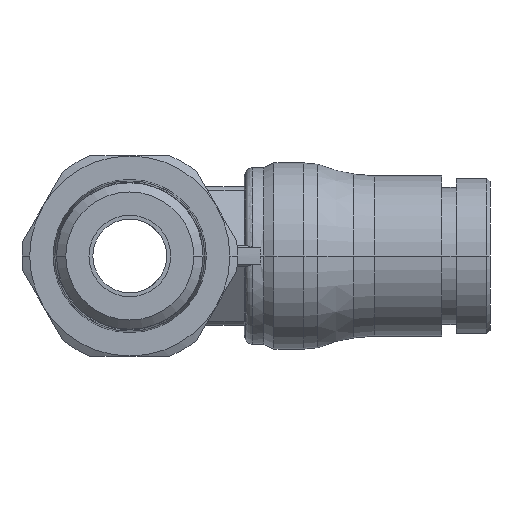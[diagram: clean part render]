
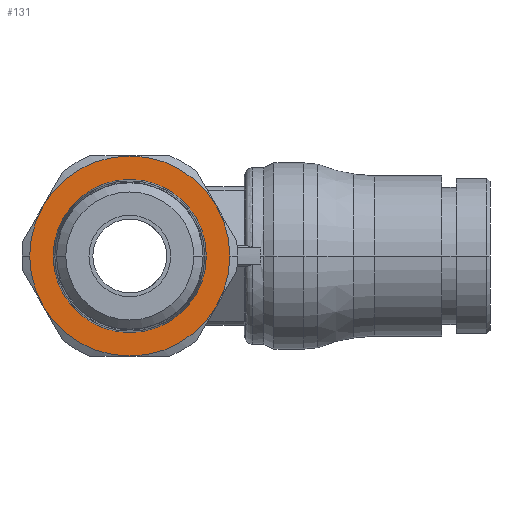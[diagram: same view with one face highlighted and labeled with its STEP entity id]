
A CAD part, left-side view. The second image highlights one B-rep face of the part: STEP entity #131.
In plain terms, the highlighted planar face has unit normal (-1, 0, 0).
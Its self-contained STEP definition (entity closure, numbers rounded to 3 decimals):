
#131=ADVANCED_FACE('',(#414,#415),#416,.T.);
#414=FACE_BOUND('',#809,.T.);
#415=FACE_OUTER_BOUND('',#810,.T.);
#416=PLANE('',#811);
#809=EDGE_LOOP('',(#1662,#1663));
#810=EDGE_LOOP('',(#1664,#1665,#1666,#1667,#1668,#1669,#1670,#1671));
#811=AXIS2_PLACEMENT_3D('',#1672,#1673,#1674);
#1662=ORIENTED_EDGE('',*,*,#2695,.T.);
#1663=ORIENTED_EDGE('',*,*,#2743,.T.);
#1664=ORIENTED_EDGE('',*,*,#2785,.F.);
#1665=ORIENTED_EDGE('',*,*,#2782,.F.);
#1666=ORIENTED_EDGE('',*,*,#2779,.F.);
#1667=ORIENTED_EDGE('',*,*,#2776,.F.);
#1668=ORIENTED_EDGE('',*,*,#2687,.F.);
#1669=ORIENTED_EDGE('',*,*,#2774,.F.);
#1670=ORIENTED_EDGE('',*,*,#2790,.F.);
#1671=ORIENTED_EDGE('',*,*,#2681,.F.);
#1672=CARTESIAN_POINT('',(-47.67,-3.25,0.0));
#1673=DIRECTION('',(-1.0,0.,-0.0));
#1674=DIRECTION('',(0.,1.0,0.0));
#2681=EDGE_CURVE('',#3272,#3275,#3276,.T.);
#2687=EDGE_CURVE('',#3285,#3281,#3287,.T.);
#2695=EDGE_CURVE('',#3293,#3297,#3299,.T.);
#2743=EDGE_CURVE('',#3297,#3293,#3377,.T.);
#2774=EDGE_CURVE('',#3431,#3285,#3433,.T.);
#2776=EDGE_CURVE('',#3281,#3435,#3436,.T.);
#2779=EDGE_CURVE('',#3435,#3439,#3440,.T.);
#2782=EDGE_CURVE('',#3439,#3443,#3444,.T.);
#2785=EDGE_CURVE('',#3443,#3272,#3447,.T.);
#2790=EDGE_CURVE('',#3275,#3431,#3452,.T.);
#3272=VERTEX_POINT('',#4216);
#3275=VERTEX_POINT('',#4220);
#3276=CIRCLE('',#4221,6.5);
#3281=VERTEX_POINT('',#4237);
#3285=VERTEX_POINT('',#4242);
#3287=CIRCLE('',#4255,6.5);
#3293=VERTEX_POINT('',#4265);
#3297=VERTEX_POINT('',#4270);
#3299=CIRCLE('',#4273,4.974);
#3377=CIRCLE('',#4367,4.974);
#3431=VERTEX_POINT('',#4431);
#3433=CIRCLE('',#4444,6.5);
#3435=VERTEX_POINT('',#4457);
#3436=CIRCLE('',#4458,6.5);
#3439=VERTEX_POINT('',#4483);
#3440=CIRCLE('',#4484,6.5);
#3443=VERTEX_POINT('',#4509);
#3444=CIRCLE('',#4510,6.5);
#3447=CIRCLE('',#4535,6.5);
#3452=CIRCLE('',#4584,6.5);
#4216=CARTESIAN_POINT('',(-47.67,-6.5,0.));
#4220=CARTESIAN_POINT('',(-47.67,-5.629,-3.25));
#4221=AXIS2_PLACEMENT_3D('',#5695,#5696,#5697);
#4237=CARTESIAN_POINT('',(-47.67,6.5,0.));
#4242=CARTESIAN_POINT('',(-47.67,5.629,-3.25));
#4255=AXIS2_PLACEMENT_3D('',#5705,#5706,#5707);
#4265=CARTESIAN_POINT('',(-47.67,-4.974,0.0));
#4270=CARTESIAN_POINT('',(-47.67,4.974,0.));
#4273=AXIS2_PLACEMENT_3D('',#5717,#5718,#5719);
#4367=AXIS2_PLACEMENT_3D('',#5829,#5830,#5831);
#4431=CARTESIAN_POINT('',(-47.67,0.0,-6.5));
#4444=AXIS2_PLACEMENT_3D('',#5899,#5900,#5901);
#4457=CARTESIAN_POINT('',(-47.67,5.629,3.25));
#4458=AXIS2_PLACEMENT_3D('',#5902,#5903,#5904);
#4483=CARTESIAN_POINT('',(-47.67,0.,6.5));
#4484=AXIS2_PLACEMENT_3D('',#5905,#5906,#5907);
#4509=CARTESIAN_POINT('',(-47.67,-5.629,3.25));
#4510=AXIS2_PLACEMENT_3D('',#5908,#5909,#5910);
#4535=AXIS2_PLACEMENT_3D('',#5911,#5912,#5913);
#4584=AXIS2_PLACEMENT_3D('',#5914,#5915,#5916);
#5695=CARTESIAN_POINT('',(-47.67,0.0,0.0));
#5696=DIRECTION('',(1.0,0.,0.0));
#5697=DIRECTION('',(0.,-1.0,0.0));
#5705=CARTESIAN_POINT('',(-47.67,0.0,0.0));
#5706=DIRECTION('',(1.0,0.,0.0));
#5707=DIRECTION('',(0.,-1.0,0.0));
#5717=CARTESIAN_POINT('',(-47.67,0.,0.0));
#5718=DIRECTION('',(1.0,0.,0.0));
#5719=DIRECTION('',(0.,-1.0,0.0));
#5829=CARTESIAN_POINT('',(-47.67,0.,0.0));
#5830=DIRECTION('',(1.0,0.,0.0));
#5831=DIRECTION('',(0.,-1.0,0.0));
#5899=CARTESIAN_POINT('',(-47.67,0.0,0.0));
#5900=DIRECTION('',(1.0,0.,0.0));
#5901=DIRECTION('',(0.,-1.0,0.0));
#5902=CARTESIAN_POINT('',(-47.67,0.0,0.0));
#5903=DIRECTION('',(1.0,0.,0.0));
#5904=DIRECTION('',(0.,-1.0,0.0));
#5905=CARTESIAN_POINT('',(-47.67,0.0,0.0));
#5906=DIRECTION('',(1.0,0.,0.0));
#5907=DIRECTION('',(0.,-1.0,0.0));
#5908=CARTESIAN_POINT('',(-47.67,0.0,0.0));
#5909=DIRECTION('',(1.0,0.,0.0));
#5910=DIRECTION('',(0.,-1.0,0.0));
#5911=CARTESIAN_POINT('',(-47.67,0.0,0.0));
#5912=DIRECTION('',(1.0,0.,0.0));
#5913=DIRECTION('',(0.,-1.0,0.0));
#5914=CARTESIAN_POINT('',(-47.67,0.0,0.0));
#5915=DIRECTION('',(1.0,0.,0.0));
#5916=DIRECTION('',(0.,-1.0,0.0));
